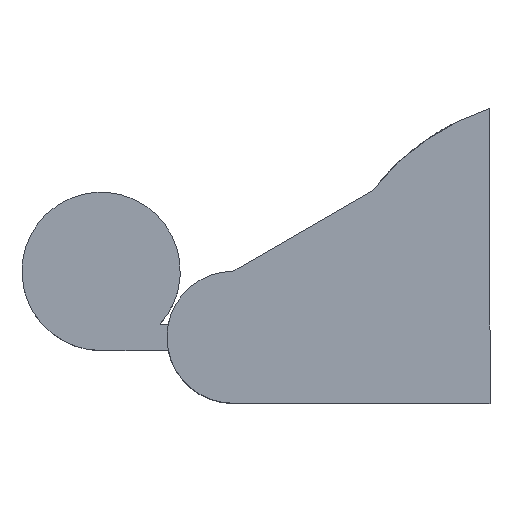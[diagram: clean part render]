
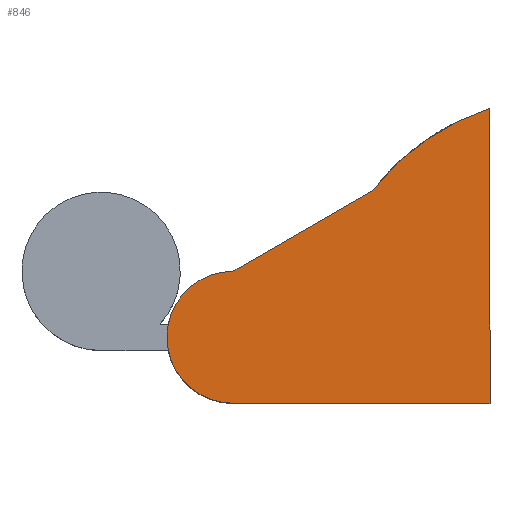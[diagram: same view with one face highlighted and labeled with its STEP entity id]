
A CAD part, top view. The second image highlights one B-rep face of the part: STEP entity #846.
In plain terms, the highlighted planar face has unit normal (0, 0, 1).
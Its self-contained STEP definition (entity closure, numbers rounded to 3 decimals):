
#44=CIRCLE('',#927,18.2);
#45=CIRCLE('',#928,5.);
#105=FACE_OUTER_BOUND('',#153,.T.);
#153=EDGE_LOOP('',(#632,#633,#634,#635,#636));
#219=LINE('',#1342,#298);
#220=LINE('',#1346,#299);
#221=LINE('',#1347,#300);
#298=VECTOR('',#1083,10.);
#299=VECTOR('',#1086,10.);
#300=VECTOR('',#1087,10.);
#380=VERTEX_POINT('',#1338);
#381=VERTEX_POINT('',#1339);
#382=VERTEX_POINT('',#1341);
#383=VERTEX_POINT('',#1343);
#384=VERTEX_POINT('',#1345);
#475=EDGE_CURVE('',#380,#381,#44,.T.);
#476=EDGE_CURVE('',#381,#382,#219,.T.);
#477=EDGE_CURVE('',#382,#383,#45,.T.);
#478=EDGE_CURVE('',#383,#384,#220,.T.);
#479=EDGE_CURVE('',#384,#380,#221,.T.);
#632=ORIENTED_EDGE('',*,*,#475,.T.);
#633=ORIENTED_EDGE('',*,*,#476,.T.);
#634=ORIENTED_EDGE('',*,*,#477,.T.);
#635=ORIENTED_EDGE('',*,*,#478,.T.);
#636=ORIENTED_EDGE('',*,*,#479,.T.);
#812=PLANE('',#926);
#846=ADVANCED_FACE('',(#105),#812,.T.);
#926=AXIS2_PLACEMENT_3D('',#1337,#1079,#1080);
#927=AXIS2_PLACEMENT_3D('',#1340,#1081,#1082);
#928=AXIS2_PLACEMENT_3D('',#1344,#1084,#1085);
#1079=DIRECTION('center_axis',(0.,0.,1.));
#1080=DIRECTION('ref_axis',(-1.,0.,0.));
#1081=DIRECTION('center_axis',(0.,0.,1.));
#1082=DIRECTION('ref_axis',(-0.303,0.953,0.));
#1083=DIRECTION('',(-0.866,-0.5,0.));
#1084=DIRECTION('center_axis',(0.,0.,1.));
#1085=DIRECTION('ref_axis',(0.,1.,0.));
#1086=DIRECTION('',(1.,0.,0.));
#1087=DIRECTION('',(0.,1.,0.));
#1337=CARTESIAN_POINT('Origin',(-17.76,6.171,14.));
#1338=CARTESIAN_POINT('',(-5.519,17.343,14.));
#1339=CARTESIAN_POINT('',(-14.414,11.112,14.));
#1340=CARTESIAN_POINT('Origin',(0.,0.,14.));
#1341=CARTESIAN_POINT('',(-25.,5.,14.));
#1342=CARTESIAN_POINT('',(-25.,5.,14.));
#1343=CARTESIAN_POINT('',(-25.,-5.,14.));
#1344=CARTESIAN_POINT('Origin',(-25.,0.,14.));
#1345=CARTESIAN_POINT('',(-5.519,-5.,14.));
#1346=CARTESIAN_POINT('',(-5.519,-5.,14.));
#1347=CARTESIAN_POINT('',(-5.519,17.343,14.));
